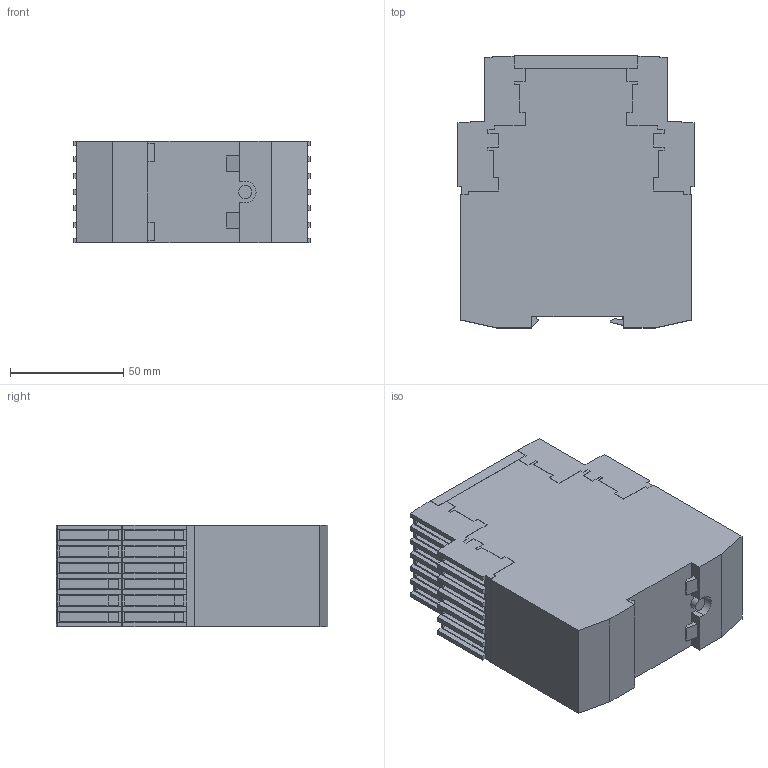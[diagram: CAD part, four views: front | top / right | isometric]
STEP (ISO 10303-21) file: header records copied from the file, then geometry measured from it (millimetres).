
FILE_DESCRIPTION (( 'STEP AP214' ), '1' );
FILE_NAME ('3RK1105_00001571_000__3D.STEP', '2007-02-09T13:26:37', ( 'Uwe Förster' ), ( 'Siemens and Partners' ), 'SwSTEP 2.0', 'SolidWorks 2007', '' );
FILE_SCHEMA (( 'AUTOMOTIVE_DESIGN' ));
Length unit declared in the file: millimetre
Products named in the file (1): 3RK1105_00001571_000__3D
Bounding box: 104.2 x 120 x 45 mm (x, y, z)
Volume: 493065.7 mm3; surface area: 53566.9 mm2
Topology: 1 solids, 1 shells, 795 faces, 2154 edges, 1432 vertices
Faces by surface type: plane 672, bspline 66, cylinder 57
Entity records: 37914 total; most frequent: CARTESIAN_POINT 10086, ORIENTED_EDGE 4308, DIRECTION 3560, EDGE_CURVE 2154, VECTOR 1836, LINE 1836, VERTEX_POINT 1432, EDGE_LOOP 866
